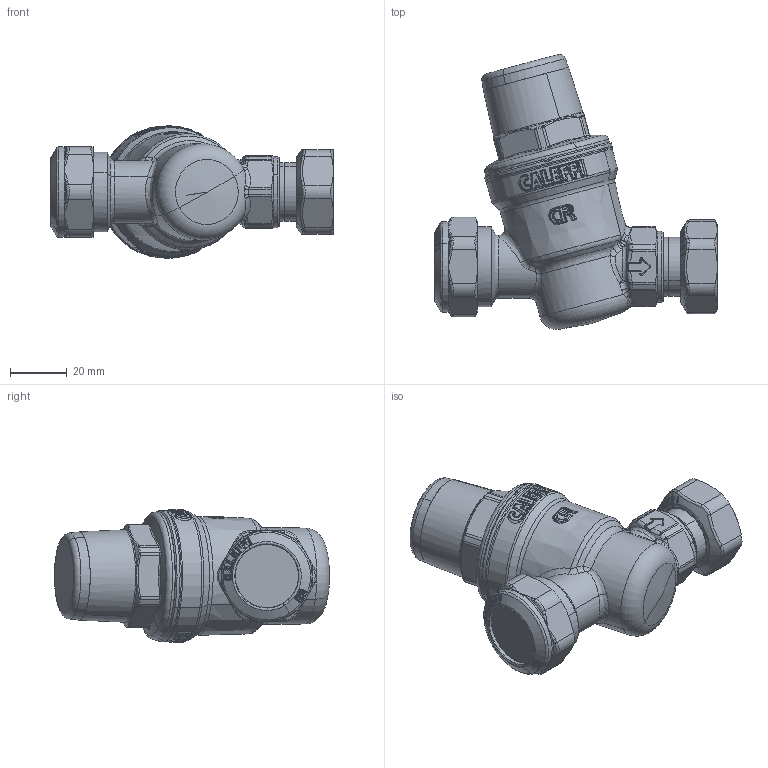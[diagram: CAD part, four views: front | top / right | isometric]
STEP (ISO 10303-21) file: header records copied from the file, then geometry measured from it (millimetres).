
FILE_DESCRIPTION(('CATIA V5 STEP Exchange','CAx-IF Rec.Pracs.--- Model Styling and Organization---1.4--- 2014-01-23','CAx-IF Rec.Pracs.---3D Tessellated Data Validation Properties---0.5---2014-09-14'),'2;1');
FILE_NAME('STEP_533159H_-_TST.stp','2021-11-05T09:23:56+00:00',('none'),('none'),'CATIA Version 5-6 Release 2019 SP3','CATIA V5 STEP AP242 v1','none');
FILE_SCHEMA(('AP242_MANAGED_MODEL_BASED_3D_ENGINEERING_MIM_LF {1 0 10303 442 1 1 4}'));
Products named in the file (1): 533159H - TST
Bounding box: 99.3 x 96.61 x 46.4 mm (x, y, z)
Volume: 140050.1 mm3; surface area: 20384.5 mm2
Topology: 1 solids, 1 shells, 2330 faces, 5457 edges, 2884 vertices
Faces by surface type: bspline 1595, sphere 244, cylinder 215, cone 98, plane 91, torus 85, revolution 2
Entity records: 143364 total; most frequent: CARTESIAN_POINT 106430, ORIENTED_EDGE 10378, EDGE_CURVE 5189, B_SPLINE_CURVE_WITH_KNOTS 4170, VERTEX_POINT 2884, EDGE_LOOP 2353, ADVANCED_FACE 2330, FACE_OUTER_BOUND 2330
